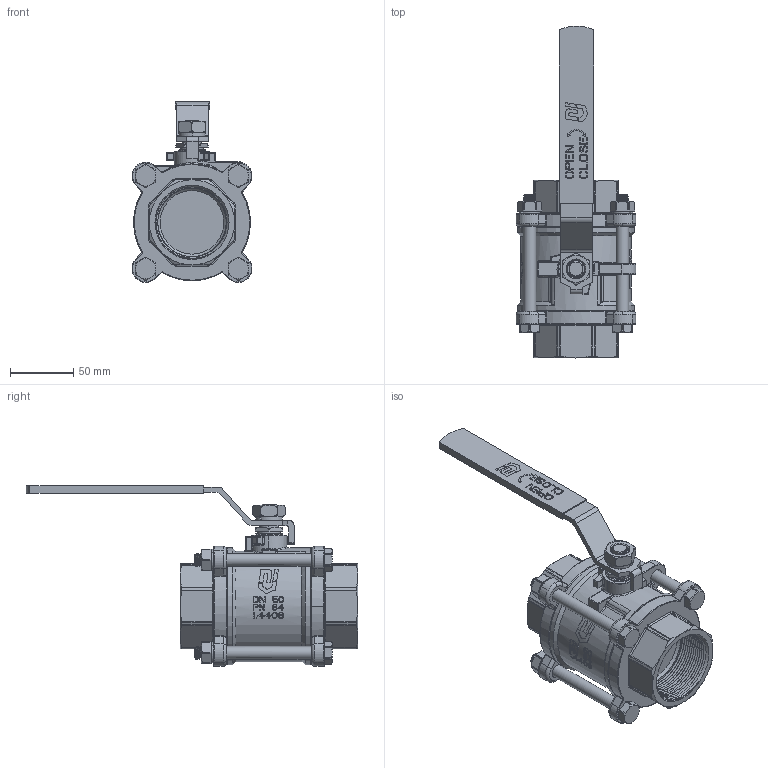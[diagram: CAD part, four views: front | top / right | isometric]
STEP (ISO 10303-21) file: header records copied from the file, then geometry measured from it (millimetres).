
FILE_DESCRIPTION(('HOOPS Exchange Step'),'2;1');
FILE_NAME('GK0400_DN50.stp','2025-10-31T15:09:49+01:00',('nieru'),('Unknown organisation'),'HOOPS Exchange 2024.2','HOOPS Exchange','Unknown authorisation');
FILE_SCHEMA( ('AP203_CONFIGURATION_CONTROLLED_3D_DESIGN_OF_MECHANICAL_PARTS_AND_ASSEMBLIES_MIM_LF') );
Length unit declared in the file: millimetre
Products named in the file (2): 0; root
Assembly tree (1 placements, depth 2):
  root
    0
Bounding box: 94.47 x 261.28 x 142.28 mm (x, y, z)
Volume: 699584.6 mm3; surface area: 124336 mm2
Topology: 2 solids, 2 shells, 2065 faces, 5962 edges, 3932 vertices
Faces by surface type: plane 913, cylinder 611, bspline 279, torus 169, cone 74, sphere 19
Full cylindrical faces by diameter (mm): 10 x68, 11 x8, 12.5 x1, 15.4 x1, 15.5 x1, 18 x1, 20.8 x2, 22 x2, 54 x24, 87 x1, 92 x2
Entity records: 141023 total; most frequent: CARTESIAN_POINT 92669, ORIENTED_EDGE 11856, DIRECTION 7782, EDGE_CURVE 5928, VERTEX_POINT 3931, AXIS2_PLACEMENT_3D 2761, VECTOR 2260, LINE 2260
